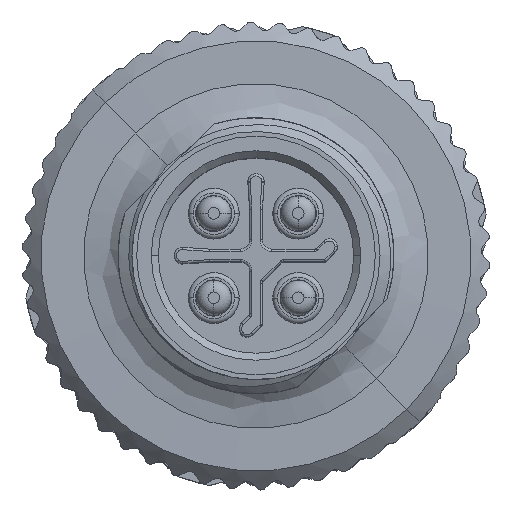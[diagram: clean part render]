
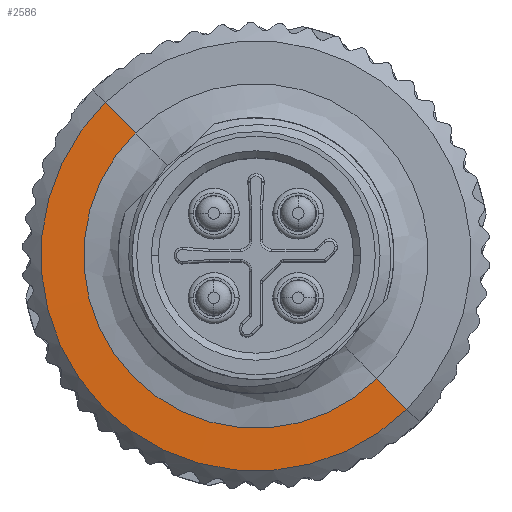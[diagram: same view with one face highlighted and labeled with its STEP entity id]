
A CAD part, top view. The second image highlights one B-rep face of the part: STEP entity #2586.
In plain terms, the highlighted conical face has half-angle 89.372 degrees and reference radius 9.19 mm.
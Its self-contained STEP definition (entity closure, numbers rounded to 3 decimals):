
#1520 = VECTOR ( 'NONE', #16547, 1000. ) ;
#1844 = CARTESIAN_POINT ( 'NONE',  ( -3.322, 8.895, 68.937 ) ) ;
#2025 = AXIS2_PLACEMENT_3D ( 'NONE', #21480, #29349, #25412 ) ;
#2586 = ADVANCED_FACE ( 'NONE', ( #38610 ), #47731, .T. ) ;
#6210 = EDGE_LOOP ( 'NONE', ( #24167, #18734, #19978, #28820 ) ) ;
#6422 = AXIS2_PLACEMENT_3D ( 'NONE', #41590, #18216, #45486 ) ;
#6828 = CIRCLE ( 'NONE', #6422, 7.365 ) ;
#8179 = EDGE_CURVE ( 'NONE', #31231, #26276, #6828, .T. ) ;
#14595 = CARTESIAN_POINT ( 'NONE',  ( 9.561, -4.215, 68.937 ) ) ;
#16547 = DIRECTION ( 'NONE',  ( -0.701, 0.713, -0.011 ) ) ;
#18216 = DIRECTION ( 'NONE',  ( 0., 0., -1. ) ) ;
#18734 = ORIENTED_EDGE ( 'NONE', *, *, #8179, .T. ) ;
#18766 = LINE ( 'NONE', #14595, #39511 ) ;
#19978 = ORIENTED_EDGE ( 'NONE', *, *, #22115, .T. ) ;
#21480 = CARTESIAN_POINT ( 'NONE',  ( 3.12, 2.34, 68.937 ) ) ;
#22115 = EDGE_CURVE ( 'NONE', #26276, #47424, #44189, .T. ) ;
#22242 = DIRECTION ( 'NONE',  ( 0., 0., 1. ) ) ;
#24167 = ORIENTED_EDGE ( 'NONE', *, *, #26781, .F. ) ;
#25412 = DIRECTION ( 'NONE',  ( -0.701, 0.713, 0. ) ) ;
#25994 = DIRECTION ( 'NONE',  ( 0.701, -0.713, -0.011 ) ) ;
#26276 = VERTEX_POINT ( 'NONE', #50433 ) ;
#26781 = EDGE_CURVE ( 'NONE', #31231, #40089, #18766, .T. ) ;
#27131 = CIRCLE ( 'NONE', #46591, 9.19 ) ;
#28820 = ORIENTED_EDGE ( 'NONE', *, *, #30891, .T. ) ;
#29349 = DIRECTION ( 'NONE',  ( 0., 0., -1. ) ) ;
#29517 = CARTESIAN_POINT ( 'NONE',  ( 8.282, -2.913, 68.957 ) ) ;
#30891 = EDGE_CURVE ( 'NONE', #47424, #40089, #27131, .T. ) ;
#31231 = VERTEX_POINT ( 'NONE', #29517 ) ;
#32983 = CARTESIAN_POINT ( 'NONE',  ( 9.561, -4.215, 68.937 ) ) ;
#38610 = FACE_OUTER_BOUND ( 'NONE', #6210, .T. ) ;
#39511 = VECTOR ( 'NONE', #25994, 1000. ) ;
#40089 = VERTEX_POINT ( 'NONE', #32983 ) ;
#41590 = CARTESIAN_POINT ( 'NONE',  ( 3.12, 2.34, 68.957 ) ) ;
#43997 = CARTESIAN_POINT ( 'NONE',  ( -3.322, 8.895, 68.937 ) ) ;
#44189 = LINE ( 'NONE', #43997, #1520 ) ;
#45486 = DIRECTION ( 'NONE',  ( -0.701, 0.713, 0. ) ) ;
#45631 = CARTESIAN_POINT ( 'NONE',  ( 3.12, 2.34, 68.937 ) ) ;
#46591 = AXIS2_PLACEMENT_3D ( 'NONE', #45631, #22242, #49537 ) ;
#47424 = VERTEX_POINT ( 'NONE', #1844 ) ;
#47731 = CONICAL_SURFACE ( 'NONE', #2025, 9.19, 1.56 ) ;
#49537 = DIRECTION ( 'NONE',  ( 0.701, -0.713, 0. ) ) ;
#50433 = CARTESIAN_POINT ( 'NONE',  ( -2.042, 7.593, 68.957 ) ) ;
